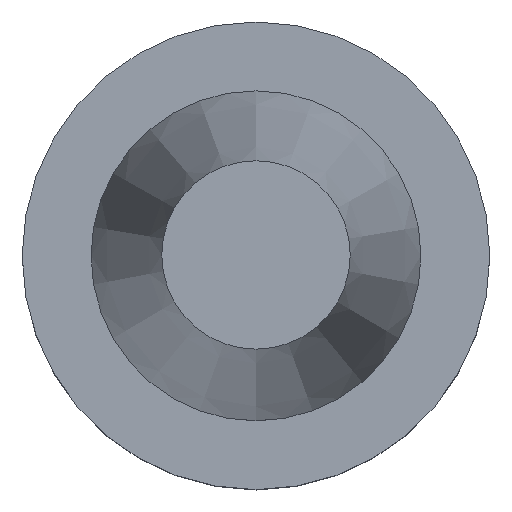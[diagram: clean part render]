
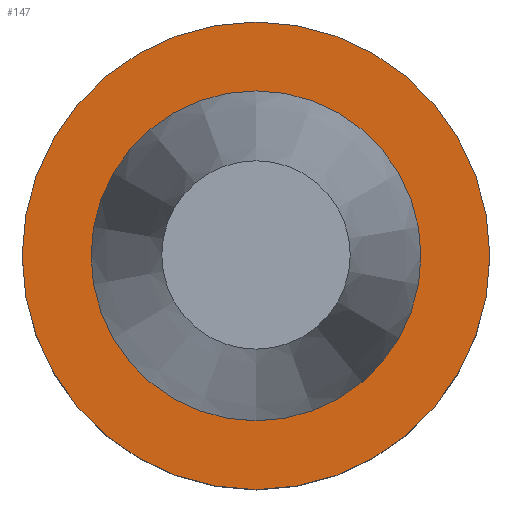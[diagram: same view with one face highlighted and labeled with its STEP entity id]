
A CAD part, top view. The second image highlights one B-rep face of the part: STEP entity #147.
In plain terms, the highlighted planar face has unit normal (0, 0, 1).
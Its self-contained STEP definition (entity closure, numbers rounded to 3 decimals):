
#116=EDGE_CURVE('Unnamed[1]',#264,#264,#265,.T.);
#147=ADVANCED_FACE('Unnamed[1]',(#311,#312),#313,.T.);
#163=EDGE_CURVE('Unnamed[1]',#336,#336,#337,.T.);
#264=VERTEX_POINT('',#456);
#265=CIRCLE('',#457,22.225);
#311=FACE_OUTER_BOUND('',#515,.T.);
#312=FACE_BOUND('',#516,.T.);
#313=PLANE('',#517);
#336=VERTEX_POINT('',#546);
#337=CIRCLE('',#547,31.5);
#456=CARTESIAN_POINT('',(0.,22.225,-1.));
#457=AXIS2_PLACEMENT_3D('',#647,#648,#649);
#515=EDGE_LOOP('',(#700));
#516=EDGE_LOOP('',(#701));
#517=AXIS2_PLACEMENT_3D('',#702,#703,#704);
#546=CARTESIAN_POINT('',(0.,31.5,-1.));
#547=AXIS2_PLACEMENT_3D('',#730,#731,#732);
#647=CARTESIAN_POINT('',(0.,0.,-1.));
#648=DIRECTION('',(0.,0.,-1.0));
#649=DIRECTION('',(0.,1.0,0.));
#700=ORIENTED_EDGE('',*,*,#163,.F.);
#701=ORIENTED_EDGE('',*,*,#116,.T.);
#702=CARTESIAN_POINT('',(0.,26.862,-1.));
#703=DIRECTION('',(0.,0.,1.0));
#704=DIRECTION('',(0.,-1.0,0.));
#730=CARTESIAN_POINT('',(0.,0.,-1.));
#731=DIRECTION('',(0.,0.,-1.0));
#732=DIRECTION('',(0.,1.0,0.));
